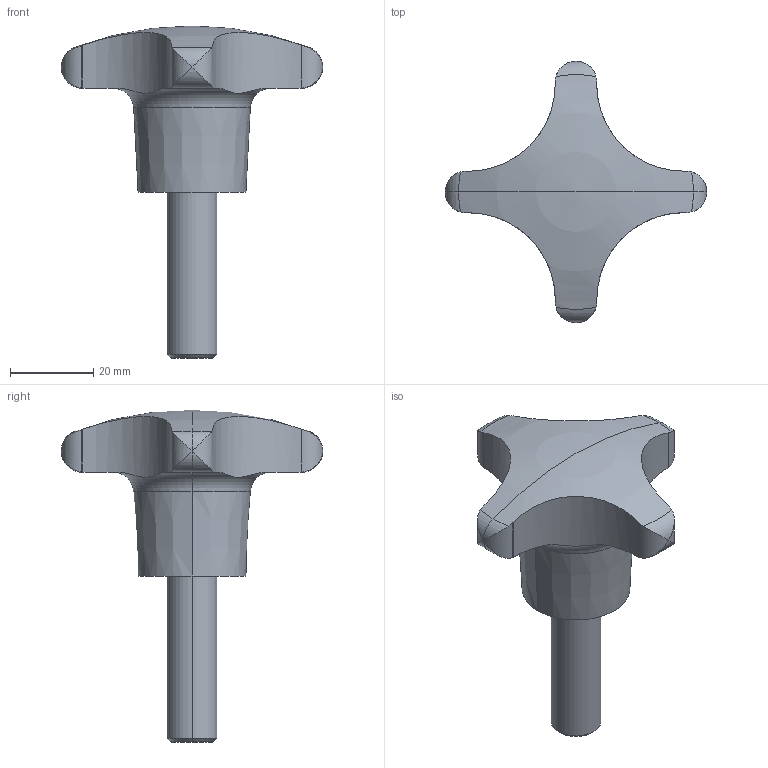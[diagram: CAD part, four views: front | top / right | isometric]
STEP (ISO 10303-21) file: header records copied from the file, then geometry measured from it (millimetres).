
FILE_DESCRIPTION(('STEP AP214'),'1');
FILE_NAME('HALDERN_EH_24730_0254.stp','2017-08-10T07:44:07',('TraceParts'),('TraceParts S.A.'),'Spatial InterOp 3D',' ',' ');
FILE_SCHEMA(('automotive_design'));
Length unit declared in the file: millimetre
Products named in the file (1): HALDERN_EH_24730_0254
Bounding box: 63 x 63 x 80 mm (x, y, z)
Volume: 38856.4 mm3; surface area: 8581.8 mm2
Topology: 1 solids, 1 shells, 42 faces, 116 edges, 75 vertices
Faces by surface type: torus 14, cylinder 14, cone 6, plane 6, sphere 2
Entity records: 2084 total; most frequent: CARTESIAN_POINT 712, ORIENTED_EDGE 228, DIRECTION 198, EDGE_CURVE 114, AXIS2_PLACEMENT_3D 89, VERTEX_POINT 75, B_SPLINE_CURVE_WITH_KNOTS 48, CIRCLE 46
